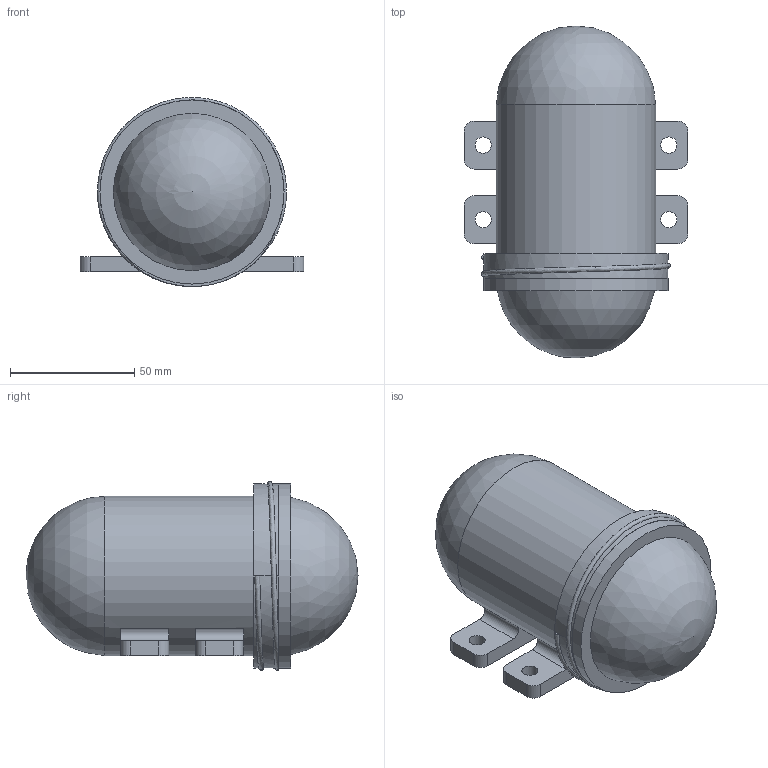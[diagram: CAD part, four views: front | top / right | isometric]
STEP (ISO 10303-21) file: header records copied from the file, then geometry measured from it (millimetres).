
FILE_DESCRIPTION(/* description */ ('','CAx-IF Rec.Pracs.---Representation and Presentation of Product Manufacturing Information (PMI)---4.0---2014-10-13'),/* implementation_level */ '2;1');
FILE_NAME(/* name */ 'Pressure_Housing_Assembled.step',/* time_stamp */ '2025-02-25T19:32:19-05:00',/* author */ (''),/* organization */ (''),/* preprocessor_version */ 'ST-DEVELOPER v20',/* originating_system */ 'Autodesk Translation Framework v13.20.0.188',/* authorisation */ '');
FILE_SCHEMA (('AP242_MANAGED_MODEL_BASED_3D_ENGINEERING_MIM_LF { 1 0 10303 442 1 1 4 }'));
Length unit declared in the file: millimetre
Products named in the file (1): Thick Scuba Assembly
Bounding box: 90 x 133.46 x 75.99 mm (x, y, z)
Volume: 240366.5 mm3; surface area: 57718.9 mm2
Topology: 2 solids, 2 shells, 57 faces, 137 edges, 89 vertices
Faces by surface type: plane 26, cylinder 24, sphere 4, torus 2, bspline 1
Full cylindrical faces by diameter (mm): 6.502 x4, 44 x1, 50.394 x1, 57.912 x1, 64 x1, 74 x3
Entity records: 1949 total; most frequent: CARTESIAN_POINT 532, DIRECTION 309, ORIENTED_EDGE 266, EDGE_CURVE 133, AXIS2_PLACEMENT_3D 124, VERTEX_POINT 89, EDGE_LOOP 74, CIRCLE 67
